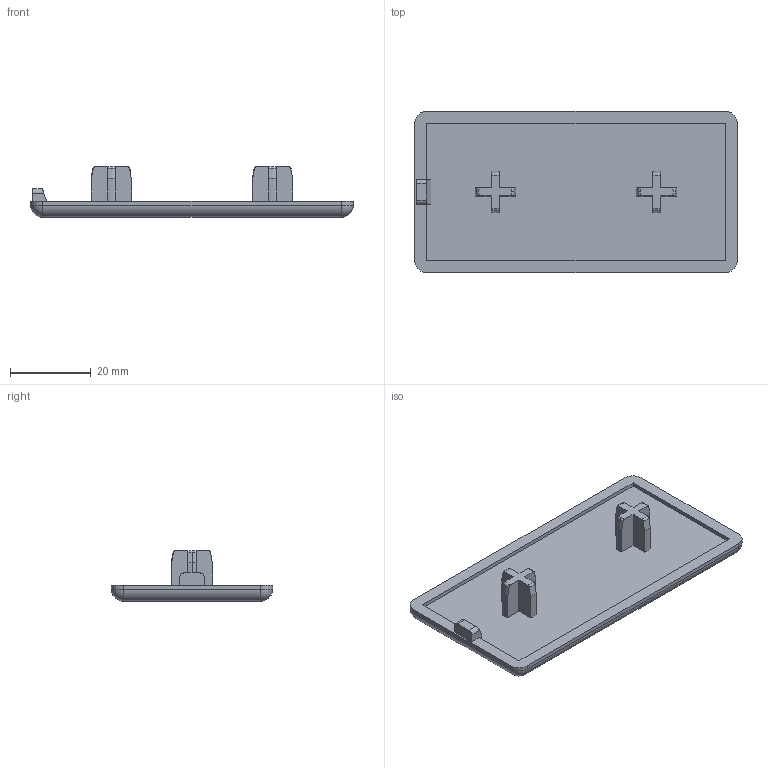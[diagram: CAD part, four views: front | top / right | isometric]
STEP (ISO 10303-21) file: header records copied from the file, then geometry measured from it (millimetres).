
FILE_DESCRIPTION (( 'STEP AP214' ), '1' );
FILE_NAME ('091137.STEP', '2014-08-21T13:48:28', ( '' ), ( '' ), 'SwSTEP 2.0', 'SolidWorks 2014', '' );
FILE_SCHEMA (( 'AUTOMOTIVE_DESIGN' ));
Length unit declared in the file: millimetre
Products named in the file (1): 091137
Bounding box: 80 x 40 x 12.5 mm (x, y, z)
Volume: 10546.4 mm3; surface area: 8018.5 mm2
Topology: 1 solids, 1 shells, 80 faces, 214 edges, 135 vertices
Faces by surface type: plane 36, cylinder 20, torus 10, cone 10, sphere 4
Entity records: 2553 total; most frequent: CARTESIAN_POINT 560, ORIENTED_EDGE 420, DIRECTION 399, EDGE_CURVE 210, AXIS2_PLACEMENT_3D 142, VERTEX_POINT 135, LINE 115, VECTOR 115
